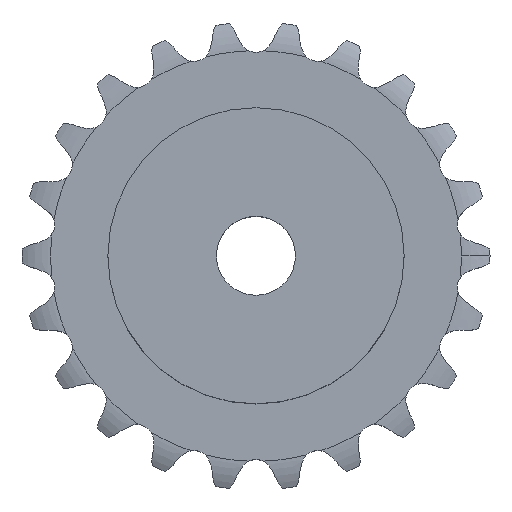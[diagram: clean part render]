
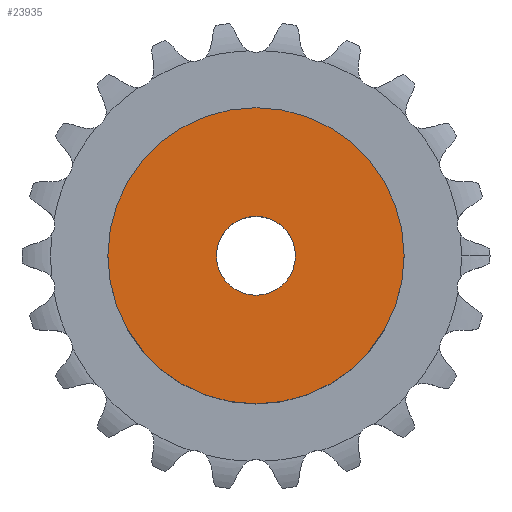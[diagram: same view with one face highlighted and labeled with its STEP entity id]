
A CAD part, top view. The second image highlights one B-rep face of the part: STEP entity #23935.
In plain terms, the highlighted planar face has unit normal (0, 0, 1).
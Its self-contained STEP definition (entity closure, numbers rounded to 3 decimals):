
#3114 = CYLINDRICAL_SURFACE('',#3115,15.);
#3115 = AXIS2_PLACEMENT_3D('',#3116,#3117,#3118);
#3116 = CARTESIAN_POINT('',(0.,0.,0.));
#3117 = DIRECTION('',(-0.,-0.,-1.));
#3118 = DIRECTION('',(1.,0.,0.));
#15358 = VERTEX_POINT('',#15359);
#15359 = CARTESIAN_POINT('',(15.,0.,14.));
#15380 = EDGE_CURVE('',#15358,#15358,#15381,.T.);
#15381 = SURFACE_CURVE('',#15382,(#15387,#15394),.PCURVE_S1.);
#15382 = CIRCLE('',#15383,15.);
#15383 = AXIS2_PLACEMENT_3D('',#15384,#15385,#15386);
#15384 = CARTESIAN_POINT('',(0.,0.,14.));
#15385 = DIRECTION('',(0.,0.,1.));
#15386 = DIRECTION('',(1.,0.,0.));
#15387 = PCURVE('',#3114,#15388);
#15388 = DEFINITIONAL_REPRESENTATION('',(#15389),#15393);
#15389 = LINE('',#15390,#15391);
#15390 = CARTESIAN_POINT('',(-0.,-14.));
#15391 = VECTOR('',#15392,1.);
#15392 = DIRECTION('',(-1.,0.));
#15393 = ( GEOMETRIC_REPRESENTATION_CONTEXT(2) 
PARAMETRIC_REPRESENTATION_CONTEXT() REPRESENTATION_CONTEXT('2D SPACE',''
  ) );
#15394 = PCURVE('',#15395,#15400);
#15395 = PLANE('',#15396);
#15396 = AXIS2_PLACEMENT_3D('',#15397,#15398,#15399);
#15397 = CARTESIAN_POINT('',(0.,0.,14.)
  );
#15398 = DIRECTION('',(0.,0.,1.));
#15399 = DIRECTION('',(1.,0.,0.));
#15400 = DEFINITIONAL_REPRESENTATION('',(#15401),#15405);
#15401 = CIRCLE('',#15402,15.);
#15402 = AXIS2_PLACEMENT_2D('',#15403,#15404);
#15403 = CARTESIAN_POINT('',(0.,0.));
#15404 = DIRECTION('',(1.,0.));
#15405 = ( GEOMETRIC_REPRESENTATION_CONTEXT(2) 
PARAMETRIC_REPRESENTATION_CONTEXT() REPRESENTATION_CONTEXT('2D SPACE',''
  ) );
#20348 = CYLINDRICAL_SURFACE('',#20349,4.);
#20349 = AXIS2_PLACEMENT_3D('',#20350,#20351,#20352);
#20350 = CARTESIAN_POINT('',(0.,0.,74.055));
#20351 = DIRECTION('',(0.,0.,1.));
#20352 = DIRECTION('',(1.,0.,0.));
#23935 = ADVANCED_FACE('',(#23936,#23939),#15395,.T.);
#23936 = FACE_BOUND('',#23937,.T.);
#23937 = EDGE_LOOP('',(#23938));
#23938 = ORIENTED_EDGE('',*,*,#15380,.T.);
#23939 = FACE_BOUND('',#23940,.T.);
#23940 = EDGE_LOOP('',(#23941));
#23941 = ORIENTED_EDGE('',*,*,#23942,.F.);
#23942 = EDGE_CURVE('',#23943,#23943,#23945,.T.);
#23943 = VERTEX_POINT('',#23944);
#23944 = CARTESIAN_POINT('',(4.,0.,14.));
#23945 = SURFACE_CURVE('',#23946,(#23951,#23958),.PCURVE_S1.);
#23946 = CIRCLE('',#23947,4.);
#23947 = AXIS2_PLACEMENT_3D('',#23948,#23949,#23950);
#23948 = CARTESIAN_POINT('',(0.,0.,14.));
#23949 = DIRECTION('',(0.,0.,1.));
#23950 = DIRECTION('',(1.,0.,0.));
#23951 = PCURVE('',#15395,#23952);
#23952 = DEFINITIONAL_REPRESENTATION('',(#23953),#23957);
#23953 = CIRCLE('',#23954,4.);
#23954 = AXIS2_PLACEMENT_2D('',#23955,#23956);
#23955 = CARTESIAN_POINT('',(0.,0.));
#23956 = DIRECTION('',(1.,0.));
#23957 = ( GEOMETRIC_REPRESENTATION_CONTEXT(2) 
PARAMETRIC_REPRESENTATION_CONTEXT() REPRESENTATION_CONTEXT('2D SPACE',''
  ) );
#23958 = PCURVE('',#20348,#23959);
#23959 = DEFINITIONAL_REPRESENTATION('',(#23960),#23964);
#23960 = LINE('',#23961,#23962);
#23961 = CARTESIAN_POINT('',(0.,-60.055));
#23962 = VECTOR('',#23963,1.);
#23963 = DIRECTION('',(1.,0.));
#23964 = ( GEOMETRIC_REPRESENTATION_CONTEXT(2) 
PARAMETRIC_REPRESENTATION_CONTEXT() REPRESENTATION_CONTEXT('2D SPACE',''
  ) );
